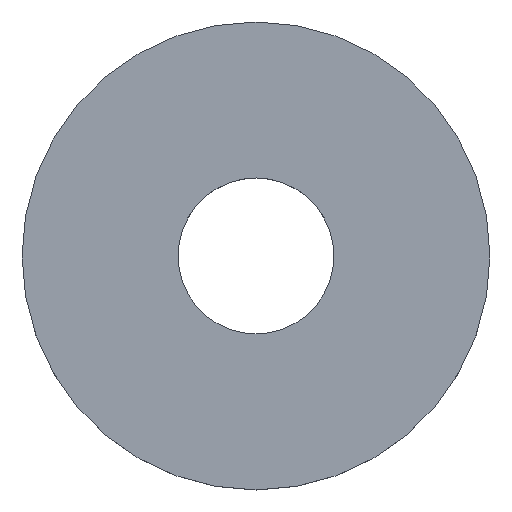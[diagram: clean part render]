
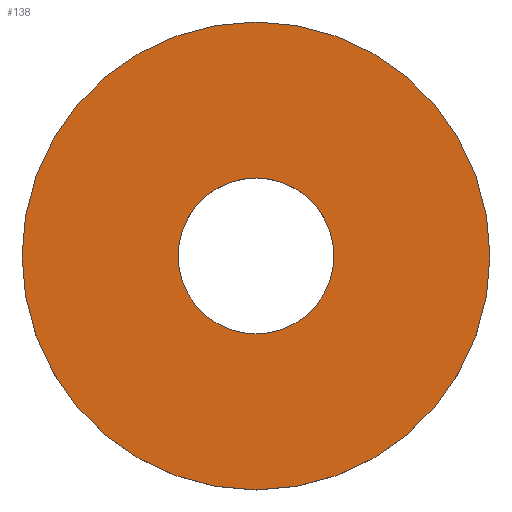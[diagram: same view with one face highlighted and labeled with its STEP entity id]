
A CAD part, top view. The second image highlights one B-rep face of the part: STEP entity #138.
In plain terms, the highlighted planar face has unit normal (0, 0, 1).
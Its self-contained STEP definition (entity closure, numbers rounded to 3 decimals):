
#4 = ORIENTED_EDGE ( 'NONE', *, *, #166, .T. ) ;
#19 = EDGE_LOOP ( 'NONE', ( #4 ) ) ;
#34 = CARTESIAN_POINT ( 'NONE',  ( 0., 0., 1.5 ) ) ;
#40 = CARTESIAN_POINT ( 'NONE',  ( 0., 0., 1.5 ) ) ;
#45 = AXIS2_PLACEMENT_3D ( 'NONE', #40, #163, #106 ) ;
#49 = DIRECTION ( 'NONE',  ( 0., -1., 0. ) ) ;
#59 = AXIS2_PLACEMENT_3D ( 'NONE', #34, #131, #146 ) ;
#60 = CARTESIAN_POINT ( 'NONE',  ( 0., 2.5, 1.5 ) ) ;
#69 = CIRCLE ( 'NONE', #45, 7.5 ) ;
#72 = FACE_OUTER_BOUND ( 'NONE', #118, .T. ) ;
#74 = CARTESIAN_POINT ( 'NONE',  ( 0., 2.5, 1.5 ) ) ;
#82 = PLANE ( 'NONE',  #104 ) ;
#83 = DIRECTION ( 'NONE',  ( 0., 0., 1. ) ) ;
#85 = CIRCLE ( 'NONE', #59, 2.5 ) ;
#99 = CARTESIAN_POINT ( 'NONE',  ( 0., 7.5, 1.5 ) ) ;
#104 = AXIS2_PLACEMENT_3D ( 'NONE', #60, #83, #49 ) ;
#106 = DIRECTION ( 'NONE',  ( 0., 1., 0. ) ) ;
#113 = VERTEX_POINT ( 'NONE', #74 ) ;
#118 = EDGE_LOOP ( 'NONE', ( #160 ) ) ;
#127 = EDGE_CURVE ( 'NONE', #145, #145, #69, .T. ) ;
#131 = DIRECTION ( 'NONE',  ( 0., 0., -1. ) ) ;
#138 = ADVANCED_FACE ( 'NONE', ( #153, #72 ), #82, .T. ) ;
#145 = VERTEX_POINT ( 'NONE', #99 ) ;
#146 = DIRECTION ( 'NONE',  ( 0., 1., 0. ) ) ;
#153 = FACE_BOUND ( 'NONE', #19, .T. ) ;
#160 = ORIENTED_EDGE ( 'NONE', *, *, #127, .F. ) ;
#163 = DIRECTION ( 'NONE',  ( 0., 0., -1. ) ) ;
#166 = EDGE_CURVE ( 'NONE', #113, #113, #85, .T. ) ;
